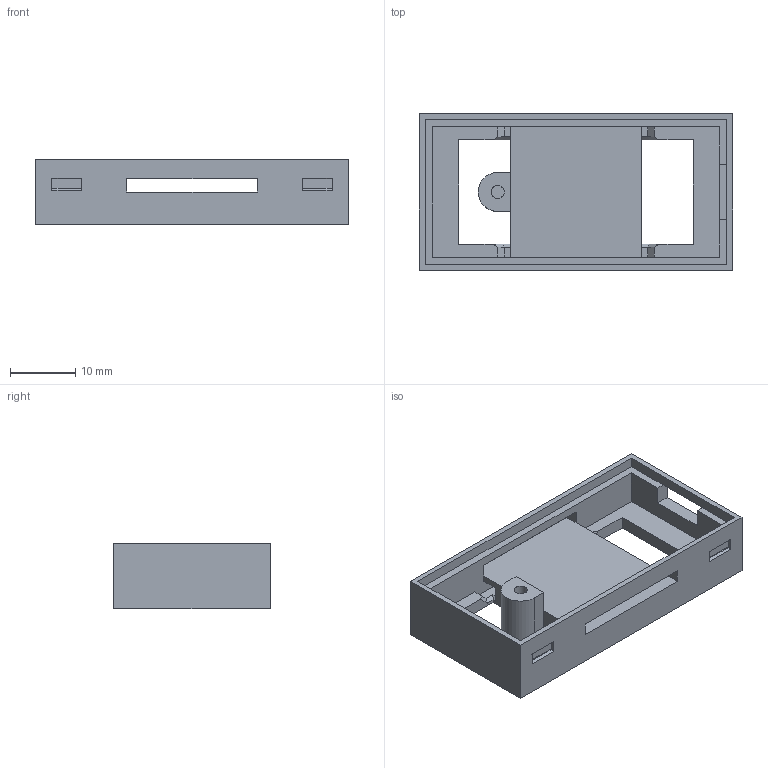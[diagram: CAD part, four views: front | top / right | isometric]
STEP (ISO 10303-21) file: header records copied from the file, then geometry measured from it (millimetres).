
FILE_DESCRIPTION(/* description */ (''),/* implementation_level */ '2;1');
FILE_NAME(/* name */ 'Sensor_Housing.step',/* time_stamp */ '2019-01-12T20:55:15+01:00',/* author */ (''),/* organization */ (''),/* preprocessor_version */ 'ST-DEVELOPER v17.2',/* originating_system */ 'Autodesk Translation Framework v7.6.0.251',/* authorisation */ '');
FILE_SCHEMA (('AUTOMOTIVE_DESIGN { 1 0 10303 214 3 1 1 }'));
Length unit declared in the file: millimetre
Products named in the file (1): Main
Bounding box: 48 x 24 x 10 mm (x, y, z)
Volume: 4224.5 mm3; surface area: 5068.2 mm2
Topology: 1 solids, 1 shells, 122 faces, 341 edges, 220 vertices
Faces by surface type: plane 120, cylinder 2
Full cylindrical faces by diameter (mm): 2 x1
Entity records: 3882 total; most frequent: CARTESIAN_POINT 684, ORIENTED_EDGE 682, DIRECTION 591, EDGE_CURVE 341, LINE 337, VECTOR 337, VERTEX_POINT 220, EDGE_LOOP 139
